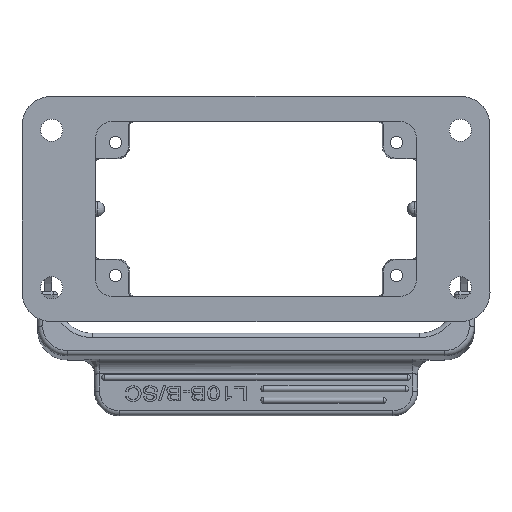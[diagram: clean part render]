
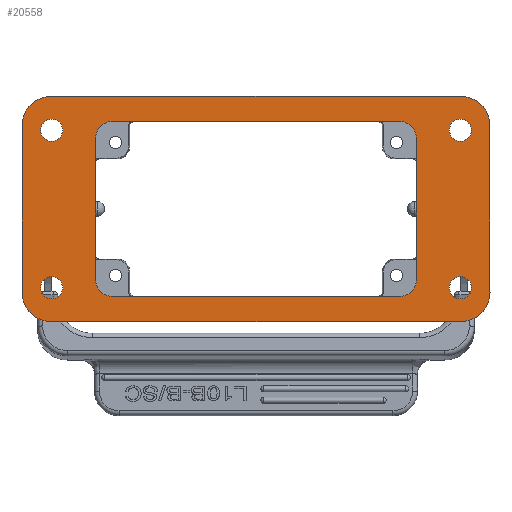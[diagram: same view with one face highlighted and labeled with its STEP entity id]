
A CAD part, front view. The second image highlights one B-rep face of the part: STEP entity #20558.
In plain terms, the highlighted planar face has unit normal (0, -1, 0).
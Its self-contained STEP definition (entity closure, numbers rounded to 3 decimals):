
#2244=DIRECTION('',(1.,0.,0.));
#2245=VECTOR('',#2244,58.177);
#2246=CARTESIAN_POINT('',(18.411,0.,
-32.086));
#2247=LINE('',#2246,#2245);
#2264=DIRECTION('',(0.,0.,1.));
#2265=VECTOR('',#2264,28.577);
#2266=CARTESIAN_POINT('',(14.912,0.,
-64.163));
#2267=LINE('',#2266,#2265);
#2280=DIRECTION('',(-1.,0.,0.));
#2281=VECTOR('',#2280,58.177);
#2282=CARTESIAN_POINT('',(76.589,0.,
-67.662));
#2283=LINE('',#2282,#2281);
#2296=DIRECTION('',(0.,0.,-1.));
#2297=VECTOR('',#2296,28.577);
#2298=CARTESIAN_POINT('',(80.088,0.,
-35.586));
#2299=LINE('',#2298,#2297);
#2304=DIRECTION('',(-1.,0.,0.));
#2305=VECTOR('',#2304,83.001);
#2306=CARTESIAN_POINT('',(89.001,0.,
-72.758));
#2307=LINE('',#2306,#2305);
#2308=CARTESIAN_POINT('',(5.999,0.,
-66.76));
#2309=DIRECTION('',(0.,1.,0.));
#2310=DIRECTION('',(0.,0.,-1.));
#2311=AXIS2_PLACEMENT_3D('',#2308,#2309,#2310);
#2313=DIRECTION('',(0.,0.,1.));
#2314=VECTOR('',#2313,33.769);
#2315=CARTESIAN_POINT('',(0.,0.,
-66.759));
#2316=LINE('',#2315,#2314);
#2317=CARTESIAN_POINT('',(5.999,0.,
-32.989));
#2318=DIRECTION('',(0.,1.,0.));
#2319=DIRECTION('',(-1.,0.,0.));
#2320=AXIS2_PLACEMENT_3D('',#2317,#2318,#2319);
#2322=DIRECTION('',(1.,0.,0.));
#2323=VECTOR('',#2322,83.001);
#2324=CARTESIAN_POINT('',(5.999,0.,
-26.991));
#2325=LINE('',#2324,#2323);
#2326=CARTESIAN_POINT('',(89.001,0.,
-32.989));
#2327=DIRECTION('',(0.,1.,0.));
#2328=DIRECTION('',(0.,0.,1.));
#2329=AXIS2_PLACEMENT_3D('',#2326,#2327,#2328);
#2331=DIRECTION('',(0.,0.,-1.));
#2332=VECTOR('',#2331,33.769);
#2333=CARTESIAN_POINT('',(95.,0.,
-32.99));
#2334=LINE('',#2333,#2332);
#2335=CARTESIAN_POINT('',(89.001,0.,
-66.76));
#2336=DIRECTION('',(0.,1.,0.));
#2337=DIRECTION('',(1.,0.,0.));
#2338=AXIS2_PLACEMENT_3D('',#2335,#2336,#2337);
#2340=CARTESIAN_POINT('',(89.,0.,-33.874));
#2341=DIRECTION('',(0.,-1.,0.));
#2342=DIRECTION('',(-1.,0.,0.));
#2343=AXIS2_PLACEMENT_3D('',#2340,#2341,#2342);
#2345=CARTESIAN_POINT('',(89.,0.,-33.874));
#2346=DIRECTION('',(0.,-1.,0.));
#2347=DIRECTION('',(1.,0.,0.));
#2348=AXIS2_PLACEMENT_3D('',#2345,#2346,#2347);
#2350=CARTESIAN_POINT('',(89.,0.,-65.874));
#2351=DIRECTION('',(0.,-1.,0.));
#2352=DIRECTION('',(-1.,0.,0.));
#2353=AXIS2_PLACEMENT_3D('',#2350,#2351,#2352);
#2355=CARTESIAN_POINT('',(89.,0.,-65.874));
#2356=DIRECTION('',(0.,-1.,0.));
#2357=DIRECTION('',(1.,0.,0.));
#2358=AXIS2_PLACEMENT_3D('',#2355,#2356,#2357);
#2360=CARTESIAN_POINT('',(6.,0.,-33.874));
#2361=DIRECTION('',(0.,-1.,0.));
#2362=DIRECTION('',(-1.,0.,0.));
#2363=AXIS2_PLACEMENT_3D('',#2360,#2361,#2362);
#2365=CARTESIAN_POINT('',(6.,0.,-33.874));
#2366=DIRECTION('',(0.,-1.,0.));
#2367=DIRECTION('',(1.,0.,0.));
#2368=AXIS2_PLACEMENT_3D('',#2365,#2366,#2367);
#2370=CARTESIAN_POINT('',(6.,0.,-65.874));
#2371=DIRECTION('',(0.,-1.,0.));
#2372=DIRECTION('',(-1.,0.,0.));
#2373=AXIS2_PLACEMENT_3D('',#2370,#2371,#2372);
#2375=CARTESIAN_POINT('',(6.,0.,-65.874));
#2376=DIRECTION('',(0.,-1.,0.));
#2377=DIRECTION('',(1.,0.,0.));
#2378=AXIS2_PLACEMENT_3D('',#2375,#2376,#2377);
#2380=CARTESIAN_POINT('',(18.411,0.,
-35.586));
#2381=DIRECTION('',(0.,-1.,0.));
#2382=DIRECTION('',(0.,0.,1.));
#2383=AXIS2_PLACEMENT_3D('',#2380,#2381,#2382);
#2385=CARTESIAN_POINT('',(18.411,0.,
-64.163));
#2386=DIRECTION('',(0.,-1.,0.));
#2387=DIRECTION('',(-1.,0.,0.));
#2388=AXIS2_PLACEMENT_3D('',#2385,#2386,#2387);
#2390=CARTESIAN_POINT('',(76.589,0.,
-64.163));
#2391=DIRECTION('',(0.,-1.,0.));
#2392=DIRECTION('',(0.,0.,-1.));
#2393=AXIS2_PLACEMENT_3D('',#2390,#2391,#2392);
#2395=CARTESIAN_POINT('',(76.589,0.,
-35.586));
#2396=DIRECTION('',(0.,-1.,0.));
#2397=DIRECTION('',(1.,0.,0.));
#2398=AXIS2_PLACEMENT_3D('',#2395,#2396,#2397);
#15194=CARTESIAN_POINT('',(89.001,0.,
-72.758));
#15195=CARTESIAN_POINT('',(5.999,0.,
-72.758));
#15196=VERTEX_POINT('',#15194);
#15197=VERTEX_POINT('',#15195);
#15198=CARTESIAN_POINT('',(0.,0.,
-66.759));
#15199=VERTEX_POINT('',#15198);
#15200=CARTESIAN_POINT('',(5.999,0.,
-26.991));
#15201=VERTEX_POINT('',#15200);
#15202=CARTESIAN_POINT('',(0.,0.,
-32.99));
#15203=VERTEX_POINT('',#15202);
#15204=CARTESIAN_POINT('',(89.001,0.,
-26.991));
#15205=VERTEX_POINT('',#15204);
#15206=CARTESIAN_POINT('',(95.,0.,
-32.99));
#15207=VERTEX_POINT('',#15206);
#15208=CARTESIAN_POINT('',(95.,0.,
-66.759));
#15209=VERTEX_POINT('',#15208);
#15210=CARTESIAN_POINT('',(86.75,0.,-33.874));
#15211=CARTESIAN_POINT('',(91.25,0.,-33.874));
#15212=VERTEX_POINT('',#15210);
#15213=VERTEX_POINT('',#15211);
#15214=CARTESIAN_POINT('',(86.75,0.,-65.874));
#15215=CARTESIAN_POINT('',(91.25,0.,-65.874));
#15216=VERTEX_POINT('',#15214);
#15217=VERTEX_POINT('',#15215);
#15218=CARTESIAN_POINT('',(3.75,0.,-33.874));
#15219=CARTESIAN_POINT('',(8.25,0.,-33.874));
#15220=VERTEX_POINT('',#15218);
#15221=VERTEX_POINT('',#15219);
#15222=CARTESIAN_POINT('',(3.75,0.,-65.874));
#15223=CARTESIAN_POINT('',(8.25,0.,-65.874));
#15224=VERTEX_POINT('',#15222);
#15225=VERTEX_POINT('',#15223);
#15226=CARTESIAN_POINT('',(18.411,0.,
-32.086));
#15227=CARTESIAN_POINT('',(14.912,0.,
-35.586));
#15228=VERTEX_POINT('',#15226);
#15229=VERTEX_POINT('',#15227);
#15230=CARTESIAN_POINT('',(14.912,0.,
-64.163));
#15231=CARTESIAN_POINT('',(18.412,0.,
-67.662));
#15232=VERTEX_POINT('',#15230);
#15233=VERTEX_POINT('',#15231);
#15234=CARTESIAN_POINT('',(76.589,0.,
-67.662));
#15235=CARTESIAN_POINT('',(80.088,0.,
-64.163));
#15236=VERTEX_POINT('',#15234);
#15237=VERTEX_POINT('',#15235);
#15238=CARTESIAN_POINT('',(80.088,0.,
-35.586));
#15239=CARTESIAN_POINT('',(76.589,0.,
-32.086));
#15240=VERTEX_POINT('',#15238);
#15241=VERTEX_POINT('',#15239);
#20501=CARTESIAN_POINT('',(47.5,0.,
-49.874));
#20502=DIRECTION('',(0.,1.,0.));
#20503=DIRECTION('',(1.,0.,0.));
#20504=AXIS2_PLACEMENT_3D('',#20501,#20502,#20503);
#20505=PLANE('',#20504);
#20507=ORIENTED_EDGE('',*,*,#20506,.T.);
#20509=ORIENTED_EDGE('',*,*,#20508,.T.);
#20511=ORIENTED_EDGE('',*,*,#20510,.T.);
#20513=ORIENTED_EDGE('',*,*,#20512,.T.);
#20515=ORIENTED_EDGE('',*,*,#20514,.T.);
#20517=ORIENTED_EDGE('',*,*,#20516,.T.);
#20519=ORIENTED_EDGE('',*,*,#20518,.T.);
#20521=ORIENTED_EDGE('',*,*,#20520,.T.);
#20522=EDGE_LOOP('',(#20507,#20509,#20511,#20513,#20515,#20517,#20519,#20521));
#20523=FACE_OUTER_BOUND('',#20522,.F.);
#20525=ORIENTED_EDGE('',*,*,#20524,.T.);
#20527=ORIENTED_EDGE('',*,*,#20526,.T.);
#20528=EDGE_LOOP('',(#20525,#20527));
#20529=FACE_BOUND('',#20528,.F.);
#20531=ORIENTED_EDGE('',*,*,#20530,.T.);
#20533=ORIENTED_EDGE('',*,*,#20532,.T.);
#20534=EDGE_LOOP('',(#20531,#20533));
#20535=FACE_BOUND('',#20534,.F.);
#20537=ORIENTED_EDGE('',*,*,#20536,.T.);
#20539=ORIENTED_EDGE('',*,*,#20538,.T.);
#20540=EDGE_LOOP('',(#20537,#20539));
#20541=FACE_BOUND('',#20540,.F.);
#20543=ORIENTED_EDGE('',*,*,#20542,.T.);
#20545=ORIENTED_EDGE('',*,*,#20544,.T.);
#20546=EDGE_LOOP('',(#20543,#20545));
#20547=FACE_BOUND('',#20546,.F.);
#20548=ORIENTED_EDGE('',*,*,#20397,.F.);
#20549=ORIENTED_EDGE('',*,*,#20412,.T.);
#20550=ORIENTED_EDGE('',*,*,#20426,.F.);
#20551=ORIENTED_EDGE('',*,*,#20440,.T.);
#20552=ORIENTED_EDGE('',*,*,#20454,.F.);
#20553=ORIENTED_EDGE('',*,*,#20468,.T.);
#20554=ORIENTED_EDGE('',*,*,#20482,.F.);
#20555=ORIENTED_EDGE('',*,*,#20495,.T.);
#20556=EDGE_LOOP('',(#20548,#20549,#20550,#20551,#20552,#20553,#20554,#20555));
#20557=FACE_BOUND('',#20556,.F.);
#2312=CIRCLE('',#2311,5.999);
#2321=CIRCLE('',#2320,5.999);
#2330=CIRCLE('',#2329,5.999);
#2339=CIRCLE('',#2338,5.999);
#2344=CIRCLE('',#2343,2.25);
#2349=CIRCLE('',#2348,2.25);
#2354=CIRCLE('',#2353,2.25);
#2359=CIRCLE('',#2358,2.25);
#2364=CIRCLE('',#2363,2.25);
#2369=CIRCLE('',#2368,2.25);
#2374=CIRCLE('',#2373,2.25);
#2379=CIRCLE('',#2378,2.25);
#2384=CIRCLE('',#2383,3.499);
#2389=CIRCLE('',#2388,3.499);
#2394=CIRCLE('',#2393,3.499);
#2399=CIRCLE('',#2398,3.499);
#20397=EDGE_CURVE('',#15228,#15241,#2247,.T.);
#20412=EDGE_CURVE('',#15228,#15229,#2384,.T.);
#20426=EDGE_CURVE('',#15232,#15229,#2267,.T.);
#20440=EDGE_CURVE('',#15232,#15233,#2389,.T.);
#20454=EDGE_CURVE('',#15236,#15233,#2283,.T.);
#20468=EDGE_CURVE('',#15236,#15237,#2394,.T.);
#20482=EDGE_CURVE('',#15240,#15237,#2299,.T.);
#20495=EDGE_CURVE('',#15240,#15241,#2399,.T.);
#20506=EDGE_CURVE('',#15196,#15197,#2307,.T.);
#20508=EDGE_CURVE('',#15197,#15199,#2312,.T.);
#20510=EDGE_CURVE('',#15199,#15203,#2316,.T.);
#20512=EDGE_CURVE('',#15203,#15201,#2321,.T.);
#20514=EDGE_CURVE('',#15201,#15205,#2325,.T.);
#20516=EDGE_CURVE('',#15205,#15207,#2330,.T.);
#20518=EDGE_CURVE('',#15207,#15209,#2334,.T.);
#20520=EDGE_CURVE('',#15209,#15196,#2339,.T.);
#20524=EDGE_CURVE('',#15212,#15213,#2344,.T.);
#20526=EDGE_CURVE('',#15213,#15212,#2349,.T.);
#20530=EDGE_CURVE('',#15216,#15217,#2354,.T.);
#20532=EDGE_CURVE('',#15217,#15216,#2359,.T.);
#20536=EDGE_CURVE('',#15220,#15221,#2364,.T.);
#20538=EDGE_CURVE('',#15221,#15220,#2369,.T.);
#20542=EDGE_CURVE('',#15224,#15225,#2374,.T.);
#20544=EDGE_CURVE('',#15225,#15224,#2379,.T.);
#20558=ADVANCED_FACE('',(#20523,#20529,#20535,#20541,#20547,#20557),#20505,.F.);
